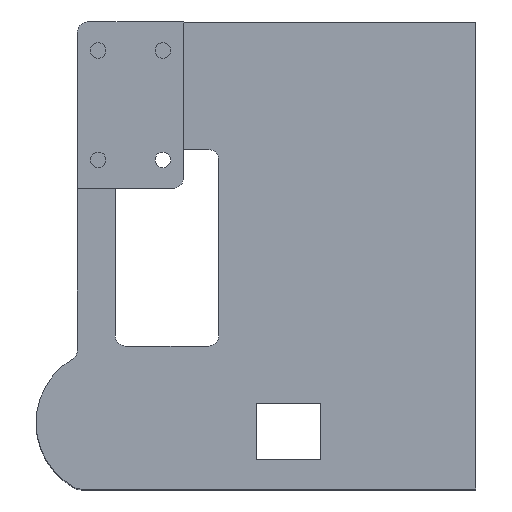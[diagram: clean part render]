
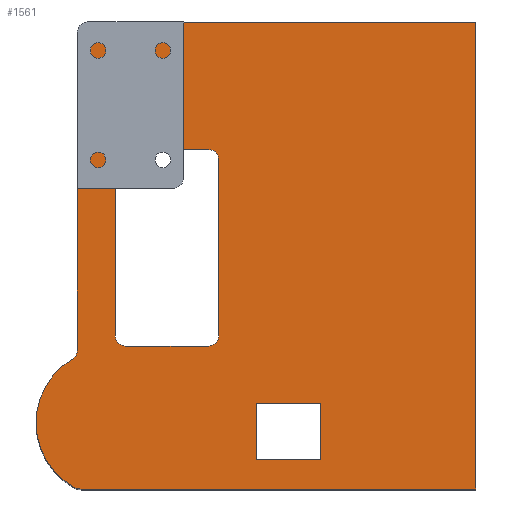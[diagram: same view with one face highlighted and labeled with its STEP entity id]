
A CAD part, top view. The second image highlights one B-rep face of the part: STEP entity #1561.
In plain terms, the highlighted planar face has unit normal (0, 0, 1).
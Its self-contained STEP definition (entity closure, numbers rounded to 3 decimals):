
#46=FACE_BOUND('',#202,.T.);
#47=FACE_BOUND('',#203,.T.);
#64=CIRCLE('',#1662,2.);
#65=CIRCLE('',#1663,14.24);
#66=CIRCLE('',#1664,3.);
#67=CIRCLE('',#1665,2.);
#68=CIRCLE('',#1666,2.);
#69=CIRCLE('',#1667,2.);
#70=CIRCLE('',#1668,2.);
#116=FACE_OUTER_BOUND('',#201,.T.);
#201=EDGE_LOOP('',(#1060,#1061,#1062,#1063,#1064,#1065,#1066,#1067,#1068,
#1069,#1070,#1071,#1072));
#202=EDGE_LOOP('',(#1073,#1074,#1075,#1076));
#203=EDGE_LOOP('',(#1077,#1078,#1079,#1080,#1081,#1082,#1083,#1084));
#293=LINE('',#2242,#471);
#297=LINE('',#2249,#475);
#302=LINE('',#2259,#480);
#306=LINE('',#2278,#484);
#307=LINE('',#2286,#485);
#308=LINE('',#2288,#486);
#309=LINE('',#2290,#487);
#310=LINE('',#2292,#488);
#311=LINE('',#2294,#489);
#312=LINE('',#2295,#490);
#313=LINE('',#2298,#491);
#314=LINE('',#2300,#492);
#315=LINE('',#2302,#493);
#316=LINE('',#2303,#494);
#317=LINE('',#2306,#495);
#318=LINE('',#2310,#496);
#319=LINE('',#2314,#497);
#320=LINE('',#2318,#498);
#471=VECTOR('',#1792,10.);
#475=VECTOR('',#1798,10.);
#480=VECTOR('',#1805,10.);
#484=VECTOR('',#1823,10.);
#485=VECTOR('',#1830,10.);
#486=VECTOR('',#1831,10.);
#487=VECTOR('',#1832,10.);
#488=VECTOR('',#1833,10.);
#489=VECTOR('',#1834,10.);
#490=VECTOR('',#1835,10.);
#491=VECTOR('',#1836,10.);
#492=VECTOR('',#1837,10.);
#493=VECTOR('',#1838,10.);
#494=VECTOR('',#1839,10.);
#495=VECTOR('',#1840,10.);
#496=VECTOR('',#1843,10.);
#497=VECTOR('',#1846,10.);
#498=VECTOR('',#1849,10.);
#649=VERTEX_POINT('',#2239);
#650=VERTEX_POINT('',#2241);
#652=VERTEX_POINT('',#2247);
#656=VERTEX_POINT('',#2257);
#664=VERTEX_POINT('',#2277);
#665=VERTEX_POINT('',#2279);
#666=VERTEX_POINT('',#2281);
#667=VERTEX_POINT('',#2283);
#668=VERTEX_POINT('',#2285);
#669=VERTEX_POINT('',#2287);
#670=VERTEX_POINT('',#2289);
#671=VERTEX_POINT('',#2291);
#672=VERTEX_POINT('',#2293);
#673=VERTEX_POINT('',#2296);
#674=VERTEX_POINT('',#2297);
#675=VERTEX_POINT('',#2299);
#676=VERTEX_POINT('',#2301);
#677=VERTEX_POINT('',#2304);
#678=VERTEX_POINT('',#2305);
#679=VERTEX_POINT('',#2307);
#680=VERTEX_POINT('',#2309);
#681=VERTEX_POINT('',#2311);
#682=VERTEX_POINT('',#2313);
#683=VERTEX_POINT('',#2315);
#684=VERTEX_POINT('',#2317);
#804=EDGE_CURVE('',#650,#649,#293,.T.);
#808=EDGE_CURVE('',#649,#652,#297,.T.);
#813=EDGE_CURVE('',#652,#656,#302,.T.);
#822=EDGE_CURVE('',#656,#664,#306,.T.);
#823=EDGE_CURVE('',#665,#664,#64,.T.);
#824=EDGE_CURVE('',#666,#665,#65,.T.);
#825=EDGE_CURVE('',#667,#666,#66,.T.);
#826=EDGE_CURVE('',#667,#668,#307,.T.);
#827=EDGE_CURVE('',#668,#669,#308,.T.);
#828=EDGE_CURVE('',#669,#670,#309,.T.);
#829=EDGE_CURVE('',#670,#671,#310,.T.);
#830=EDGE_CURVE('',#671,#672,#311,.T.);
#831=EDGE_CURVE('',#672,#650,#312,.T.);
#832=EDGE_CURVE('',#673,#674,#313,.T.);
#833=EDGE_CURVE('',#674,#675,#314,.T.);
#834=EDGE_CURVE('',#675,#676,#315,.T.);
#835=EDGE_CURVE('',#676,#673,#316,.T.);
#836=EDGE_CURVE('',#677,#678,#317,.T.);
#837=EDGE_CURVE('',#679,#678,#67,.T.);
#838=EDGE_CURVE('',#679,#680,#318,.T.);
#839=EDGE_CURVE('',#681,#680,#68,.T.);
#840=EDGE_CURVE('',#681,#682,#319,.T.);
#841=EDGE_CURVE('',#683,#682,#69,.T.);
#842=EDGE_CURVE('',#683,#684,#320,.T.);
#843=EDGE_CURVE('',#677,#684,#70,.T.);
#1060=ORIENTED_EDGE('',*,*,#804,.T.);
#1061=ORIENTED_EDGE('',*,*,#808,.T.);
#1062=ORIENTED_EDGE('',*,*,#813,.T.);
#1063=ORIENTED_EDGE('',*,*,#822,.T.);
#1064=ORIENTED_EDGE('',*,*,#823,.F.);
#1065=ORIENTED_EDGE('',*,*,#824,.F.);
#1066=ORIENTED_EDGE('',*,*,#825,.F.);
#1067=ORIENTED_EDGE('',*,*,#826,.T.);
#1068=ORIENTED_EDGE('',*,*,#827,.T.);
#1069=ORIENTED_EDGE('',*,*,#828,.T.);
#1070=ORIENTED_EDGE('',*,*,#829,.T.);
#1071=ORIENTED_EDGE('',*,*,#830,.T.);
#1072=ORIENTED_EDGE('',*,*,#831,.T.);
#1073=ORIENTED_EDGE('',*,*,#832,.T.);
#1074=ORIENTED_EDGE('',*,*,#833,.T.);
#1075=ORIENTED_EDGE('',*,*,#834,.T.);
#1076=ORIENTED_EDGE('',*,*,#835,.T.);
#1077=ORIENTED_EDGE('',*,*,#836,.T.);
#1078=ORIENTED_EDGE('',*,*,#837,.F.);
#1079=ORIENTED_EDGE('',*,*,#838,.T.);
#1080=ORIENTED_EDGE('',*,*,#839,.F.);
#1081=ORIENTED_EDGE('',*,*,#840,.T.);
#1082=ORIENTED_EDGE('',*,*,#841,.F.);
#1083=ORIENTED_EDGE('',*,*,#842,.T.);
#1084=ORIENTED_EDGE('',*,*,#843,.F.);
#1505=PLANE('',#1661);
#1561=ADVANCED_FACE('',(#116,#46,#47),#1505,.T.);
#1661=AXIS2_PLACEMENT_3D('',#2276,#1821,#1822);
#1662=AXIS2_PLACEMENT_3D('',#2280,#1824,#1825);
#1663=AXIS2_PLACEMENT_3D('',#2282,#1826,#1827);
#1664=AXIS2_PLACEMENT_3D('',#2284,#1828,#1829);
#1665=AXIS2_PLACEMENT_3D('',#2308,#1841,#1842);
#1666=AXIS2_PLACEMENT_3D('',#2312,#1844,#1845);
#1667=AXIS2_PLACEMENT_3D('',#2316,#1847,#1848);
#1668=AXIS2_PLACEMENT_3D('',#2319,#1850,#1851);
#1792=DIRECTION('',(1.,0.,0.));
#1798=DIRECTION('',(0.,-1.,0.));
#1805=DIRECTION('',(-1.,0.,0.));
#1821=DIRECTION('center_axis',(0.,0.,1.));
#1822=DIRECTION('ref_axis',(1.,0.,0.));
#1823=DIRECTION('',(0.,-1.,0.));
#1824=DIRECTION('center_axis',(0.,0.,1.));
#1825=DIRECTION('ref_axis',(0.868,-0.496,0.));
#1826=DIRECTION('center_axis',(0.,0.,-1.));
#1827=DIRECTION('ref_axis',(-0.438,-0.899,0.));
#1828=DIRECTION('center_axis',(0.,0.,-1.));
#1829=DIRECTION('ref_axis',(-0.253,-0.967,0.));
#1830=DIRECTION('',(1.,0.,0.));
#1831=DIRECTION('',(0.,1.,0.));
#1832=DIRECTION('',(-1.,0.,0.));
#1833=DIRECTION('',(0.,-1.,0.));
#1834=DIRECTION('',(-1.,0.,0.));
#1835=DIRECTION('',(0.,-1.,0.));
#1836=DIRECTION('',(1.,0.,0.));
#1837=DIRECTION('',(0.,-1.,0.));
#1838=DIRECTION('',(-1.,0.,0.));
#1839=DIRECTION('',(0.,1.,0.));
#1840=DIRECTION('',(0.,-1.,0.));
#1841=DIRECTION('center_axis',(0.,0.,1.));
#1842=DIRECTION('ref_axis',(0.707,-0.707,0.));
#1843=DIRECTION('',(-1.,0.,0.));
#1844=DIRECTION('center_axis',(0.,0.,1.));
#1845=DIRECTION('ref_axis',(-0.707,-0.707,0.));
#1846=DIRECTION('',(0.,1.,0.));
#1847=DIRECTION('center_axis',(0.,0.,1.));
#1848=DIRECTION('ref_axis',(-0.707,0.707,0.));
#1849=DIRECTION('',(1.,0.,0.));
#1850=DIRECTION('center_axis',(0.,0.,1.));
#1851=DIRECTION('ref_axis',(0.707,0.707,0.));
#2239=CARTESIAN_POINT('',(2.5,60.56,0.5));
#2241=CARTESIAN_POINT('',(0.,60.56,0.5));
#2242=CARTESIAN_POINT('',(20.5,60.56,0.5));
#2247=CARTESIAN_POINT('',(2.5,58.06,0.5));
#2249=CARTESIAN_POINT('',(2.5,51.58,0.5));
#2257=CARTESIAN_POINT('',(0.,58.06,0.5));
#2259=CARTESIAN_POINT('',(19.25,58.06,0.5));
#2276=CARTESIAN_POINT('Origin',(38.5,45.1,0.5));
#2277=CARTESIAN_POINT('',(0.,26.794,0.5));
#2278=CARTESIAN_POINT('',(0.,90.2,0.5));
#2279=CARTESIAN_POINT('',(-0.985,25.071,0.5));
#2280=CARTESIAN_POINT('Origin',(-2.,26.794,0.5));
#2281=CARTESIAN_POINT('',(-0.733,0.384,0.5));
#2282=CARTESIAN_POINT('Origin',(6.24,12.8,0.5));
#2283=CARTESIAN_POINT('',(0.736,0.,0.5));
#2284=CARTESIAN_POINT('Origin',(0.736,3.,0.5));
#2285=CARTESIAN_POINT('',(77.,0.,0.5));
#2286=CARTESIAN_POINT('',(0.,0.,0.5));
#2287=CARTESIAN_POINT('',(77.,90.2,0.5));
#2288=CARTESIAN_POINT('',(77.,0.,0.5));
#2289=CARTESIAN_POINT('',(20.5,90.2,0.5));
#2290=CARTESIAN_POINT('',(77.,90.2,0.5));
#2291=CARTESIAN_POINT('',(20.5,87.7,0.5));
#2292=CARTESIAN_POINT('',(20.5,66.4,0.5));
#2293=CARTESIAN_POINT('',(0.,87.7,0.5));
#2294=CARTESIAN_POINT('',(28.25,87.7,0.5));
#2295=CARTESIAN_POINT('',(0.,90.2,0.5));
#2296=CARTESIAN_POINT('',(34.576,16.585,0.5));
#2297=CARTESIAN_POINT('',(46.976,16.585,0.5));
#2298=CARTESIAN_POINT('',(42.738,16.585,0.5));
#2299=CARTESIAN_POINT('',(46.976,5.685,0.5));
#2300=CARTESIAN_POINT('',(46.976,25.393,0.5));
#2301=CARTESIAN_POINT('',(34.576,5.685,0.5));
#2302=CARTESIAN_POINT('',(36.538,5.685,0.5));
#2303=CARTESIAN_POINT('',(34.576,30.843,0.5));
#2304=CARTESIAN_POINT('',(27.3,63.6,0.5));
#2305=CARTESIAN_POINT('',(27.3,29.6,0.5));
#2306=CARTESIAN_POINT('',(27.3,36.35,0.5));
#2307=CARTESIAN_POINT('',(25.3,27.6,0.5));
#2308=CARTESIAN_POINT('Origin',(25.3,29.6,0.5));
#2309=CARTESIAN_POINT('',(9.3,27.6,0.5));
#2310=CARTESIAN_POINT('',(22.9,27.6,0.5));
#2311=CARTESIAN_POINT('',(7.3,29.6,0.5));
#2312=CARTESIAN_POINT('Origin',(9.3,29.6,0.5));
#2313=CARTESIAN_POINT('',(7.3,63.6,0.5));
#2314=CARTESIAN_POINT('',(7.3,55.35,0.5));
#2315=CARTESIAN_POINT('',(9.3,65.6,0.5));
#2316=CARTESIAN_POINT('Origin',(9.3,63.6,0.5));
#2317=CARTESIAN_POINT('',(25.3,65.6,0.5));
#2318=CARTESIAN_POINT('',(32.9,65.6,0.5));
#2319=CARTESIAN_POINT('Origin',(25.3,63.6,0.5));
